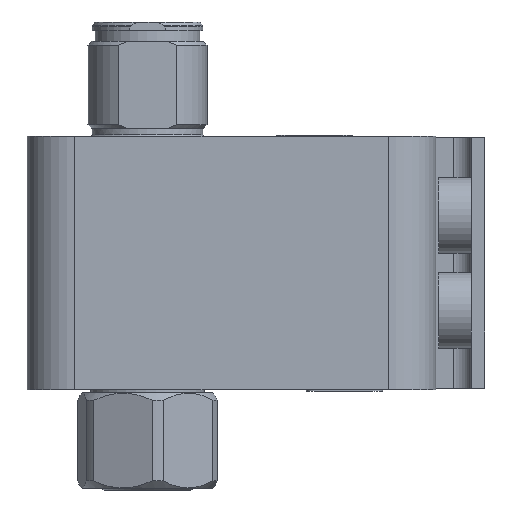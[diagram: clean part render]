
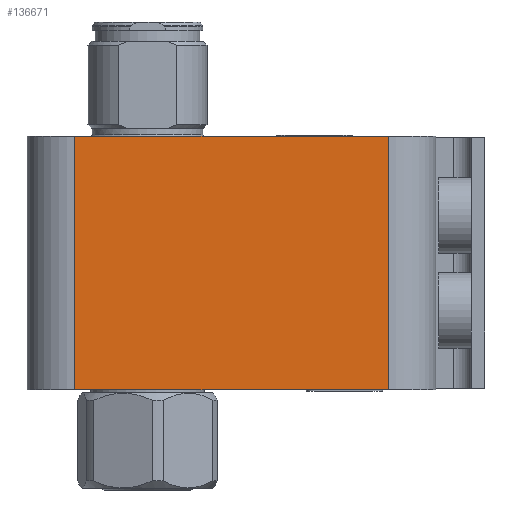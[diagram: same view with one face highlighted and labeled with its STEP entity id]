
A CAD part, front view. The second image highlights one B-rep face of the part: STEP entity #136671.
In plain terms, the highlighted planar face has unit normal (0, -1, 0).
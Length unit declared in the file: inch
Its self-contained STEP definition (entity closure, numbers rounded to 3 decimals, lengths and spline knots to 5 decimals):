
#3970 = EDGE_LOOP ( 'NONE', ( #107126, #96641, #46606, #30783 ) ) ;
#5164 = CARTESIAN_POINT ( 'NONE',  ( -1.03, -0.785, 0.834 ) ) ;
#12877 = CARTESIAN_POINT ( 'NONE',  ( -1.03, -0.785, -0.834 ) ) ;
#13080 = VECTOR ( 'NONE', #13558, 39.37008 ) ;
#13558 = DIRECTION ( 'NONE',  ( 1., 0., 0. ) ) ;
#15386 = CARTESIAN_POINT ( 'NONE',  ( -1.03, -0.785, 0.834 ) ) ;
#17787 = DIRECTION ( 'NONE',  ( 0., 1., 0. ) ) ;
#27549 = DIRECTION ( 'NONE',  ( 0., 0., 1. ) ) ;
#30783 = ORIENTED_EDGE ( 'NONE', *, *, #129752, .T. ) ;
#33520 = VECTOR ( 'NONE', #106940, 39.37008 ) ;
#35914 = VERTEX_POINT ( 'NONE', #116048 ) ;
#36695 = VERTEX_POINT ( 'NONE', #59353 ) ;
#38686 = CARTESIAN_POINT ( 'NONE',  ( -1.03, -0.785, 0.834 ) ) ;
#40229 = VERTEX_POINT ( 'NONE', #56107 ) ;
#44988 = VECTOR ( 'NONE', #91224, 39.37008 ) ;
#46606 = ORIENTED_EDGE ( 'NONE', *, *, #88122, .F. ) ;
#48728 = LINE ( 'NONE', #15386, #44988 ) ;
#56107 = CARTESIAN_POINT ( 'NONE',  ( 1.03, -0.785, -0.834 ) ) ;
#56702 = LINE ( 'NONE', #12877, #13080 ) ;
#59353 = CARTESIAN_POINT ( 'NONE',  ( -1.03, -0.785, -0.834 ) ) ;
#70702 = CARTESIAN_POINT ( 'NONE',  ( 1.03, -0.785, 0.834 ) ) ;
#82516 = FACE_OUTER_BOUND ( 'NONE', #3970, .T. ) ;
#85175 = AXIS2_PLACEMENT_3D ( 'NONE', #38686, #17787, #27549 ) ;
#85601 = EDGE_CURVE ( 'NONE', #35914, #40229, #100055, .T. ) ;
#85779 = EDGE_CURVE ( 'NONE', #36695, #40229, #56702, .T. ) ;
#86397 = VECTOR ( 'NONE', #111269, 39.37008 ) ;
#88122 = EDGE_CURVE ( 'NONE', #97030, #35914, #107631, .T. ) ;
#91224 = DIRECTION ( 'NONE',  ( 0., 0., -1. ) ) ;
#96641 = ORIENTED_EDGE ( 'NONE', *, *, #85601, .F. ) ;
#97030 = VERTEX_POINT ( 'NONE', #5164 ) ;
#100055 = LINE ( 'NONE', #70702, #86397 ) ;
#106940 = DIRECTION ( 'NONE',  ( 1., 0., 0. ) ) ;
#107126 = ORIENTED_EDGE ( 'NONE', *, *, #85779, .T. ) ;
#107631 = LINE ( 'NONE', #129984, #33520 ) ;
#111269 = DIRECTION ( 'NONE',  ( 0., 0., -1. ) ) ;
#116048 = CARTESIAN_POINT ( 'NONE',  ( 1.03, -0.785, 0.834 ) ) ;
#124445 = PLANE ( 'NONE',  #85175 ) ;
#129752 = EDGE_CURVE ( 'NONE', #97030, #36695, #48728, .T. ) ;
#129984 = CARTESIAN_POINT ( 'NONE',  ( -1.03, -0.785, 0.834 ) ) ;
#136671 = ADVANCED_FACE ( 'NONE', ( #82516 ), #124445, .F. ) ;
